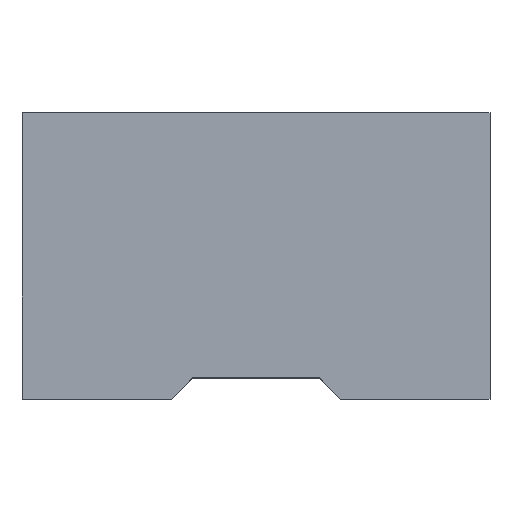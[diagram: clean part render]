
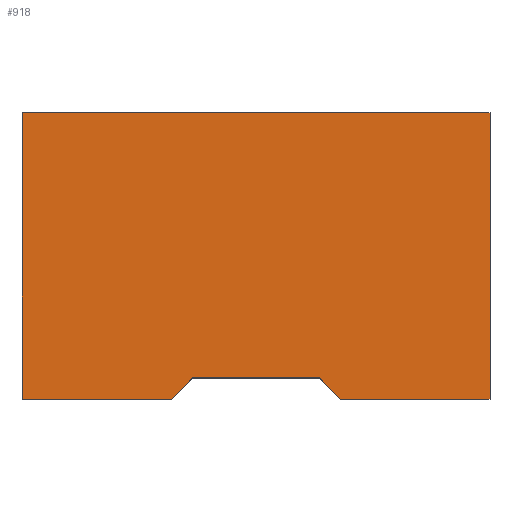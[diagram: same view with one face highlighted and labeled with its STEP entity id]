
A CAD part, top view. The second image highlights one B-rep face of the part: STEP entity #918.
In plain terms, the highlighted planar face has unit normal (0, 0, 1).
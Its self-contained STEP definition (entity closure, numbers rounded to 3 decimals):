
#91=FACE_OUTER_BOUND('',#150,.T.);
#150=EDGE_LOOP('',(#679,#680,#681,#682,#683,#684,#685,#686));
#197=LINE('',#1341,#294);
#202=LINE('',#1356,#299);
#229=LINE('',#1410,#326);
#238=LINE('',#1428,#335);
#249=LINE('',#1451,#346);
#250=LINE('',#1453,#347);
#251=LINE('',#1454,#348);
#252=LINE('',#1455,#349);
#294=VECTOR('',#1067,1000.);
#299=VECTOR('',#1078,1000.);
#326=VECTOR('',#1111,1000.);
#335=VECTOR('',#1122,1000.);
#346=VECTOR('',#1137,1000.);
#347=VECTOR('',#1138,1000.);
#348=VECTOR('',#1139,1000.);
#349=VECTOR('',#1140,1000.);
#391=VERTEX_POINT('',#1338);
#392=VERTEX_POINT('',#1340);
#398=VERTEX_POINT('',#1353);
#399=VERTEX_POINT('',#1355);
#422=VERTEX_POINT('',#1406);
#440=VERTEX_POINT('',#1449);
#441=VERTEX_POINT('',#1450);
#442=VERTEX_POINT('',#1452);
#481=EDGE_CURVE('',#392,#391,#197,.T.);
#488=EDGE_CURVE('',#398,#399,#202,.T.);
#516=EDGE_CURVE('',#392,#422,#229,.T.);
#525=EDGE_CURVE('',#391,#399,#238,.T.);
#536=EDGE_CURVE('',#440,#441,#249,.T.);
#537=EDGE_CURVE('',#440,#442,#250,.F.);
#538=EDGE_CURVE('',#422,#442,#251,.T.);
#539=EDGE_CURVE('',#398,#441,#252,.F.);
#679=ORIENTED_EDGE('',*,*,#536,.F.);
#680=ORIENTED_EDGE('',*,*,#537,.T.);
#681=ORIENTED_EDGE('',*,*,#538,.F.);
#682=ORIENTED_EDGE('',*,*,#516,.F.);
#683=ORIENTED_EDGE('',*,*,#481,.T.);
#684=ORIENTED_EDGE('',*,*,#525,.T.);
#685=ORIENTED_EDGE('',*,*,#488,.F.);
#686=ORIENTED_EDGE('',*,*,#539,.T.);
#889=PLANE('',#983);
#918=ADVANCED_FACE('',(#91),#889,.T.);
#983=AXIS2_PLACEMENT_3D('',#1448,#1135,#1136);
#1067=DIRECTION('',(-1.,0.,0.));
#1078=DIRECTION('',(-1.,0.,0.));
#1111=DIRECTION('',(0.,-1.,0.));
#1122=DIRECTION('',(0.,-1.,0.));
#1135=DIRECTION('center_axis',(0.,0.,1.));
#1136=DIRECTION('ref_axis',(1.,0.,0.));
#1137=DIRECTION('',(-1.,0.,0.));
#1138=DIRECTION('',(-0.707,0.707,0.));
#1139=DIRECTION('',(-1.,0.,0.));
#1140=DIRECTION('',(-0.707,-0.707,0.));
#1338=CARTESIAN_POINT('',(-22.05,27.,4.1));
#1340=CARTESIAN_POINT('',(22.05,27.,4.1));
#1341=CARTESIAN_POINT('',(0.,27.,4.1));
#1353=CARTESIAN_POINT('',(-8.,0.,4.1));
#1355=CARTESIAN_POINT('',(-22.05,0.,4.1));
#1356=CARTESIAN_POINT('',(0.,0.,4.1));
#1406=CARTESIAN_POINT('',(22.05,0.,4.1));
#1410=CARTESIAN_POINT('',(22.05,27.,4.1));
#1428=CARTESIAN_POINT('',(-22.05,27.,4.1));
#1448=CARTESIAN_POINT('Origin',(0.,27.,4.1));
#1449=CARTESIAN_POINT('',(6.,2.,4.1));
#1450=CARTESIAN_POINT('',(-6.,2.,4.1));
#1451=CARTESIAN_POINT('',(0.,2.,4.1));
#1452=CARTESIAN_POINT('',(8.,0.,4.1));
#1453=CARTESIAN_POINT('',(6.,2.,4.1));
#1454=CARTESIAN_POINT('',(0.,0.,4.1));
#1455=CARTESIAN_POINT('',(-8.,0.,4.1));
